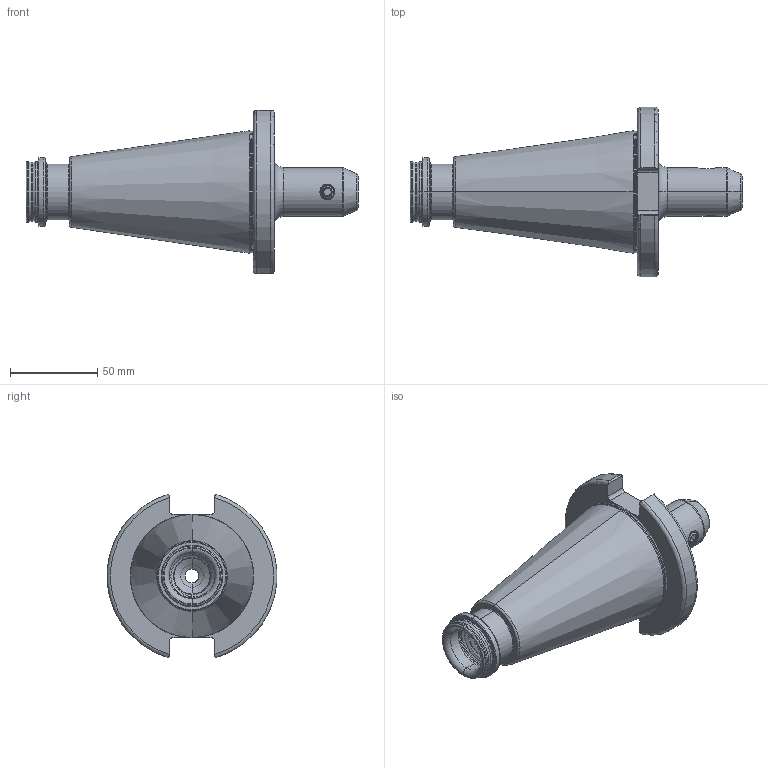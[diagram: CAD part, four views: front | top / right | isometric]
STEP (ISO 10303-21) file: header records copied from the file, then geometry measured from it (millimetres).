
FILE_DESCRIPTION (( 'STEP AP203' ), '1' );
FILE_NAME ('501.04.08.STEP', '2016-11-26T04:48:16', ( '' ), ( '' ), 'SwSTEP 2.0', 'SolidWorks 2012', '' );
FILE_SCHEMA (( 'CONFIG_CONTROL_DESIGN' ));
Length unit declared in the file: millimetre
Products named in the file (3): 側固8_M8x1.25_10L; 501.04.08
Assembly tree (2 placements, depth 2):
  501.04.08
    501.04.08
    側固8_M8x1.25_10L
Bounding box: 189.8 x 96.94 x 93.38 mm (x, y, z)
Volume: 342664.9 mm3; surface area: 52718.3 mm2
Topology: 2 solids, 2 shells, 200 faces, 508 edges, 316 vertices
Faces by surface type: cylinder 82, torus 38, cone 30, plane 28, bspline 20, sphere 2
Entity records: 15982 total; most frequent: CARTESIAN_POINT 11357, ORIENTED_EDGE 1012, DIRECTION 817, EDGE_CURVE 506, AXIS2_PLACEMENT_3D 334, VERTEX_POINT 316, EDGE_LOOP 210, ADVANCED_FACE 200
